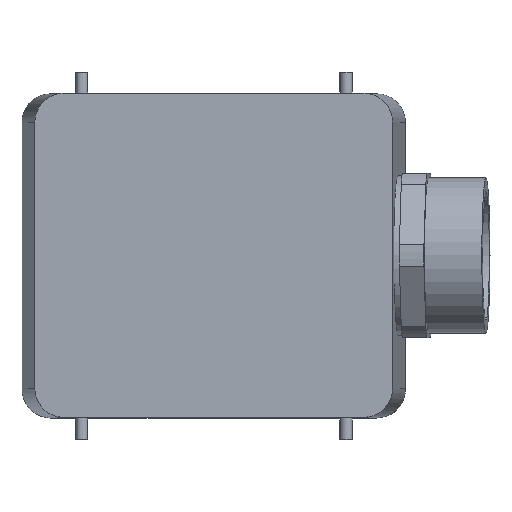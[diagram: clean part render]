
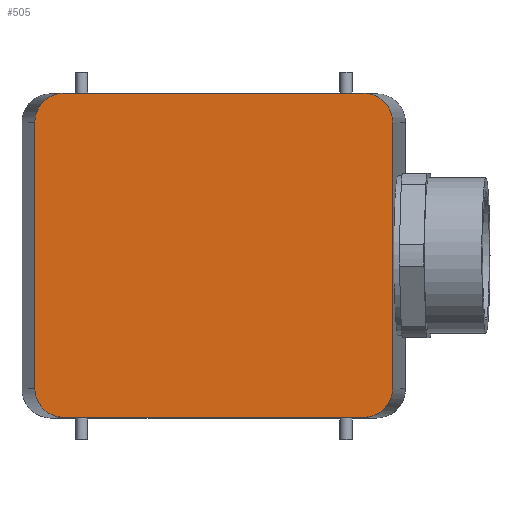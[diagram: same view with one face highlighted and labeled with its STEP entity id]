
A CAD part, top view. The second image highlights one B-rep face of the part: STEP entity #505.
In plain terms, the highlighted planar face has unit normal (0, 0, 1).
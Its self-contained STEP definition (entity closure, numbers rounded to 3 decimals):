
#505 = ADVANCED_FACE( '', ( #1088 ), #1089, .T. );
#1088 = FACE_OUTER_BOUND( '', #1735, .T. );
#1089 = PLANE( '', #1736 );
#1735 = EDGE_LOOP( '', ( #3197, #3198, #3199, #3200, #3201, #3202, #3203, #3204 ) );
#1736 = AXIS2_PLACEMENT_3D( '', #3205, #3206, #3207 );
#3197 = ORIENTED_EDGE( '', *, *, #3906, .T. );
#3198 = ORIENTED_EDGE( '', *, *, #3803, .T. );
#3199 = ORIENTED_EDGE( '', *, *, #4039, .T. );
#3200 = ORIENTED_EDGE( '', *, *, #4163, .F. );
#3201 = ORIENTED_EDGE( '', *, *, #4142, .F. );
#3202 = ORIENTED_EDGE( '', *, *, #4179, .T. );
#3203 = ORIENTED_EDGE( '', *, *, #4243, .F. );
#3204 = ORIENTED_EDGE( '', *, *, #3886, .F. );
#3205 = CARTESIAN_POINT( '', ( -43.606, 0., 95. ) );
#3206 = DIRECTION( '', ( 0., 0., 1. ) );
#3207 = DIRECTION( '', ( 1., 0., 0. ) );
#3803 = EDGE_CURVE( '', #4518, #4516, #4519, .T. );
#3886 = EDGE_CURVE( '', #4659, #4661, #4662, .T. );
#3906 = EDGE_CURVE( '', #4659, #4518, #4695, .T. );
#4039 = EDGE_CURVE( '', #4516, #4921, #4923, .T. );
#4142 = EDGE_CURVE( '', #5066, #5068, #5069, .T. );
#4163 = EDGE_CURVE( '', #5068, #4921, #5095, .T. );
#4179 = EDGE_CURVE( '', #5066, #5116, #5118, .T. );
#4243 = EDGE_CURVE( '', #4661, #5116, #5204, .T. );
#4516 = VERTEX_POINT( '', #5542 );
#4518 = VERTEX_POINT( '', #5545 );
#4519 = ELLIPSE( '', #5546, 7.01, 7. );
#4659 = VERTEX_POINT( '', #5738 );
#4661 = VERTEX_POINT( '', #5741 );
#4662 = ELLIPSE( '', #5742, 7.01, 7. );
#4695 = LINE( '', #5787, #5788 );
#4921 = VERTEX_POINT( '', #6203 );
#4923 = LINE( '', #6206, #6207 );
#5066 = VERTEX_POINT( '', #6486 );
#5068 = VERTEX_POINT( '', #6489 );
#5069 = LINE( '', #6490, #6491 );
#5095 = ELLIPSE( '', #6530, 7.01, 7. );
#5116 = VERTEX_POINT( '', #6563 );
#5118 = ELLIPSE( '', #6566, 7.01, 7. );
#5204 = LINE( '', #6727, #6728 );
#5542 = CARTESIAN_POINT( '', ( -36.596, -39.5, 95. ) );
#5545 = CARTESIAN_POINT( '', ( -43.606, -32.5, 95. ) );
#5546 = AXIS2_PLACEMENT_3D( '', #7169, #7170, #7171 );
#5738 = CARTESIAN_POINT( '', ( -43.606, 32.5, 95. ) );
#5741 = CARTESIAN_POINT( '', ( -36.596, 39.5, 95. ) );
#5742 = AXIS2_PLACEMENT_3D( '', #7257, #7258, #7259 );
#5787 = CARTESIAN_POINT( '', ( -43.606, 0., 95. ) );
#5788 = VECTOR( '', #7284, 1000. );
#6203 = CARTESIAN_POINT( '', ( 36.596, -39.5, 95. ) );
#6206 = CARTESIAN_POINT( '', ( -43.606, -39.5, 95. ) );
#6207 = VECTOR( '', #7414, 1000. );
#6486 = CARTESIAN_POINT( '', ( 43.606, 32.5, 95. ) );
#6489 = CARTESIAN_POINT( '', ( 43.606, -32.5, 95. ) );
#6490 = CARTESIAN_POINT( '', ( 43.606, 0., 95. ) );
#6491 = VECTOR( '', #7494, 1000. );
#6530 = AXIS2_PLACEMENT_3D( '', #7506, #7507, #7508 );
#6563 = CARTESIAN_POINT( '', ( 36.596, 39.5, 95. ) );
#6566 = AXIS2_PLACEMENT_3D( '', #7522, #7523, #7524 );
#6727 = CARTESIAN_POINT( '', ( -43.606, 39.5, 95. ) );
#6728 = VECTOR( '', #7584, 1000. );
#7169 = CARTESIAN_POINT( '', ( -36.596, -32.5, 95. ) );
#7170 = DIRECTION( '', ( 0., 0., 1. ) );
#7171 = DIRECTION( '', ( -1., 0., 0. ) );
#7257 = CARTESIAN_POINT( '', ( -36.596, 32.5, 95. ) );
#7258 = DIRECTION( '', ( 0., 0., -1. ) );
#7259 = DIRECTION( '', ( -1., 0., 0. ) );
#7284 = DIRECTION( '', ( 0., -1., 0. ) );
#7414 = DIRECTION( '', ( 1., 0., 0. ) );
#7494 = DIRECTION( '', ( 0., -1., 0. ) );
#7506 = CARTESIAN_POINT( '', ( 36.596, -32.5, 95. ) );
#7507 = DIRECTION( '', ( 0., 0., -1. ) );
#7508 = DIRECTION( '', ( 1., 0., 0. ) );
#7522 = CARTESIAN_POINT( '', ( 36.596, 32.5, 95. ) );
#7523 = DIRECTION( '', ( 0., 0., 1. ) );
#7524 = DIRECTION( '', ( 1., 0., 0. ) );
#7584 = DIRECTION( '', ( 1., 0., 0. ) );
